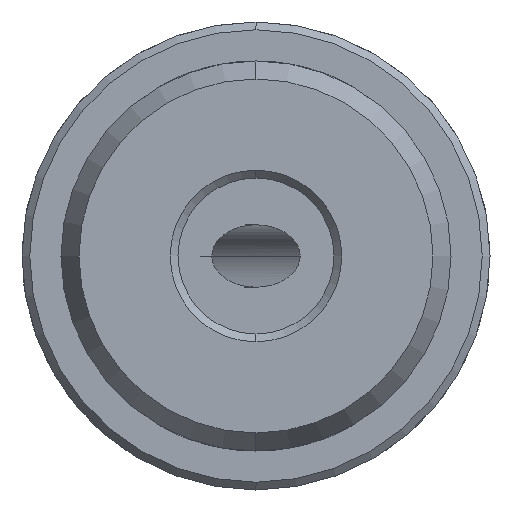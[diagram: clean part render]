
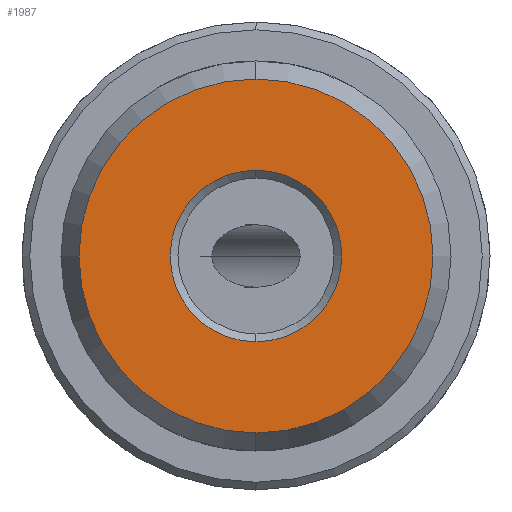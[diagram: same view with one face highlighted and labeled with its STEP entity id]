
A CAD part, left-side view. The second image highlights one B-rep face of the part: STEP entity #1987.
In plain terms, the highlighted planar face has unit normal (-1, 0, 0).
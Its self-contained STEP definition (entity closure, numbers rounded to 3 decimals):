
#54 = EDGE_CURVE ( 'NONE', #1840, #2801, #2301, .T. ) ;
#69 = AXIS2_PLACEMENT_3D ( 'NONE', #3274, #830, #1919 ) ;
#119 = AXIS2_PLACEMENT_3D ( 'NONE', #433, #1525, #2604 ) ;
#135 = AXIS2_PLACEMENT_3D ( 'NONE', #3016, #573, #1667 ) ;
#202 = DIRECTION ( 'NONE',  ( 0., 0., -1. ) ) ;
#282 = ORIENTED_EDGE ( 'NONE', *, *, #54, .T. ) ;
#391 = CIRCLE ( 'NONE', #1941, 5.5 ) ;
#433 = CARTESIAN_POINT ( 'NONE',  ( -185., 0., 0. ) ) ;
#573 = DIRECTION ( 'NONE',  ( -1., 0., 0. ) ) ;
#639 = EDGE_CURVE ( 'NONE', #2801, #1840, #391, .T. ) ;
#681 = ORIENTED_EDGE ( 'NONE', *, *, #2645, .T. ) ;
#754 = AXIS2_PLACEMENT_3D ( 'NONE', #2369, #3458, #1021 ) ;
#830 = DIRECTION ( 'NONE',  ( 1., 0., 0. ) ) ;
#914 = CARTESIAN_POINT ( 'NONE',  ( -185., 0., 11.345 ) ) ;
#1021 = DIRECTION ( 'NONE',  ( 0., 0., -1. ) ) ;
#1028 = CARTESIAN_POINT ( 'NONE',  ( -185., 0., 5.5 ) ) ;
#1090 = FACE_OUTER_BOUND ( 'NONE', #2051, .T. ) ;
#1243 = VERTEX_POINT ( 'NONE', #914 ) ;
#1336 = EDGE_LOOP ( 'NONE', ( #282, #3097 ) ) ;
#1428 = ORIENTED_EDGE ( 'NONE', *, *, #2037, .T. ) ;
#1525 = DIRECTION ( 'NONE',  ( -1., 0., 0. ) ) ;
#1575 = CARTESIAN_POINT ( 'NONE',  ( -185., 0., 0. ) ) ;
#1667 = DIRECTION ( 'NONE',  ( 0., 0., -1. ) ) ;
#1673 = CIRCLE ( 'NONE', #119, 11.345 ) ;
#1840 = VERTEX_POINT ( 'NONE', #1028 ) ;
#1882 = VERTEX_POINT ( 'NONE', #2412 ) ;
#1919 = DIRECTION ( 'NONE',  ( 0., 0., -1. ) ) ;
#1941 = AXIS2_PLACEMENT_3D ( 'NONE', #1575, #2656, #202 ) ;
#1987 = ADVANCED_FACE ( 'NONE', ( #3531, #1090 ), #2181, .F. ) ;
#2037 = EDGE_CURVE ( 'NONE', #1882, #1243, #2201, .T. ) ;
#2051 = EDGE_LOOP ( 'NONE', ( #1428, #681 ) ) ;
#2181 = PLANE ( 'NONE',  #69 ) ;
#2201 = CIRCLE ( 'NONE', #135, 11.345 ) ;
#2301 = CIRCLE ( 'NONE', #754, 5.5 ) ;
#2369 = CARTESIAN_POINT ( 'NONE',  ( -185., 0., 0. ) ) ;
#2388 = CARTESIAN_POINT ( 'NONE',  ( -185., 0., -5.5 ) ) ;
#2412 = CARTESIAN_POINT ( 'NONE',  ( -185., 0., -11.345 ) ) ;
#2604 = DIRECTION ( 'NONE',  ( 0., 0., -1. ) ) ;
#2645 = EDGE_CURVE ( 'NONE', #1243, #1882, #1673, .T. ) ;
#2656 = DIRECTION ( 'NONE',  ( 1., 0., 0. ) ) ;
#2801 = VERTEX_POINT ( 'NONE', #2388 ) ;
#3016 = CARTESIAN_POINT ( 'NONE',  ( -185., 0., 0. ) ) ;
#3097 = ORIENTED_EDGE ( 'NONE', *, *, #639, .T. ) ;
#3274 = CARTESIAN_POINT ( 'NONE',  ( -185., 12.5, 0. ) ) ;
#3458 = DIRECTION ( 'NONE',  ( 1., 0., 0. ) ) ;
#3531 = FACE_BOUND ( 'NONE', #1336, .T. ) ;
